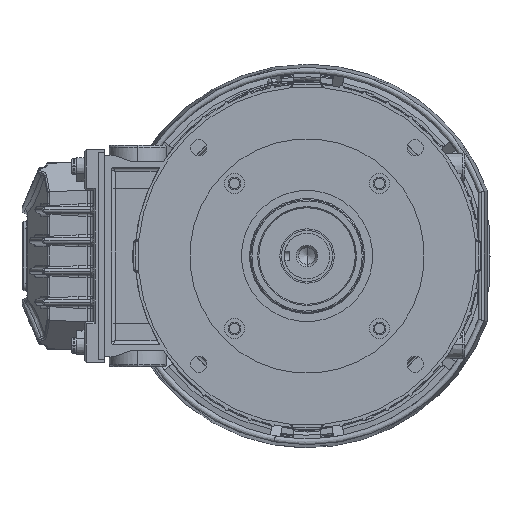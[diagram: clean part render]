
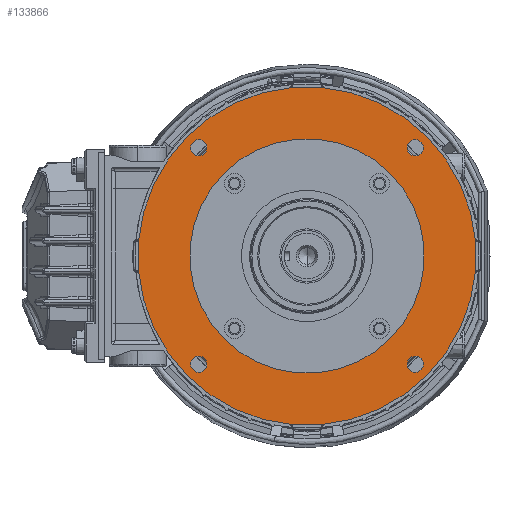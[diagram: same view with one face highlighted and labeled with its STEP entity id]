
A CAD part, left-side view. The second image highlights one B-rep face of the part: STEP entity #133866.
In plain terms, the highlighted planar face has unit normal (-1, 0, 0).
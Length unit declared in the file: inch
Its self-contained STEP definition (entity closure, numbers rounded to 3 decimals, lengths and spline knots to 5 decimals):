
#2478 = EDGE_CURVE ( 'NONE', #49583, #46191, #133685, .T. ) ;
#4295 = EDGE_CURVE ( 'NONE', #84167, #88022, #115125, .T. ) ;
#4324 = DIRECTION ( 'NONE',  ( 0., -0.707, -0.707 ) ) ;
#5393 = CARTESIAN_POINT ( 'NONE',  ( -5.29291, 1.96664, -2.18761 ) ) ;
#6284 = DIRECTION ( 'NONE',  ( 1., 0., 0. ) ) ;
#6686 = CARTESIAN_POINT ( 'NONE',  ( -5.29291, 1.59099, 1.59099 ) ) ;
#9007 = DIRECTION ( 'NONE',  ( 0., 0.707, 0.707 ) ) ;
#10392 = CARTESIAN_POINT ( 'NONE',  ( -5.29291, 2.07713, -2.07713 ) ) ;
#12169 = ORIENTED_EDGE ( 'NONE', *, *, #120348, .T. ) ;
#13873 = AXIS2_PLACEMENT_3D ( 'NONE', #90043, #39595, #111837 ) ;
#14451 = EDGE_LOOP ( 'NONE', ( #115683, #105980 ) ) ;
#14726 = FACE_OUTER_BOUND ( 'NONE', #128150, .T. ) ;
#15092 = CARTESIAN_POINT ( 'NONE',  ( -5.29291, -1.59099, -1.59099 ) ) ;
#15634 = AXIS2_PLACEMENT_3D ( 'NONE', #25977, #85057, #132390 ) ;
#17506 = AXIS2_PLACEMENT_3D ( 'NONE', #117763, #68817, #9007 ) ;
#17651 = VERTEX_POINT ( 'NONE', #15092 ) ;
#20389 = CARTESIAN_POINT ( 'NONE',  ( -5.29291, 1.96664, 1.96664 ) ) ;
#20588 = CARTESIAN_POINT ( 'NONE',  ( -5.29291, -1.96664, -1.96664 ) ) ;
#21609 = CARTESIAN_POINT ( 'NONE',  ( -5.29291, 0., 0. ) ) ;
#22085 = DIRECTION ( 'NONE',  ( 1., 0., 0. ) ) ;
#24323 = CIRCLE ( 'NONE', #113632, 0.15625 ) ;
#25977 = CARTESIAN_POINT ( 'NONE',  ( -5.29291, 0., 0. ) ) ;
#26686 = CARTESIAN_POINT ( 'NONE',  ( -5.29291, -2.07713, 2.07713 ) ) ;
#27500 = AXIS2_PLACEMENT_3D ( 'NONE', #67132, #150303, #43081 ) ;
#27756 = EDGE_CURVE ( 'NONE', #137178, #17651, #111762, .T. ) ;
#28409 = CIRCLE ( 'NONE', #77988, 0.15625 ) ;
#29684 = CARTESIAN_POINT ( 'NONE',  ( -5.29291, 2.29671, 2.29671 ) ) ;
#30849 = EDGE_LOOP ( 'NONE', ( #80386, #121749 ) ) ;
#33354 = EDGE_LOOP ( 'NONE', ( #88595, #85506 ) ) ;
#36580 = FACE_BOUND ( 'NONE', #14451, .T. ) ;
#37636 = EDGE_CURVE ( 'NONE', #46191, #49583, #28409, .T. ) ;
#38057 = DIRECTION ( 'NONE',  ( 0., 0.707, 0.707 ) ) ;
#38857 = FACE_BOUND ( 'NONE', #131181, .T. ) ;
#39595 = DIRECTION ( 'NONE',  ( 1., 0., 0. ) ) ;
#40397 = EDGE_CURVE ( 'NONE', #68669, #99878, #75877, .T. ) ;
#41078 = CARTESIAN_POINT ( 'NONE',  ( -5.29291, -2.18761, 1.96664 ) ) ;
#41725 = VERTEX_POINT ( 'NONE', #20588 ) ;
#43081 = DIRECTION ( 'NONE',  ( 0., 0.707, 0.707 ) ) ;
#46191 = VERTEX_POINT ( 'NONE', #113905 ) ;
#47655 = DIRECTION ( 'NONE',  ( 0., 0.707, 0.707 ) ) ;
#49583 = VERTEX_POINT ( 'NONE', #41078 ) ;
#49676 = CARTESIAN_POINT ( 'NONE',  ( -5.29291, -2.07713, 2.07713 ) ) ;
#53169 = CARTESIAN_POINT ( 'NONE',  ( -5.29291, -2.07713, -2.07713 ) ) ;
#53183 = CARTESIAN_POINT ( 'NONE',  ( -5.29291, 0., 0. ) ) ;
#55157 = EDGE_CURVE ( 'NONE', #59103, #93763, #103346, .T. ) ;
#57814 = CIRCLE ( 'NONE', #147121, 2.25 ) ;
#58747 = CARTESIAN_POINT ( 'NONE',  ( -5.29291, -2.18761, -2.18761 ) ) ;
#59103 = VERTEX_POINT ( 'NONE', #5393 ) ;
#61004 = EDGE_CURVE ( 'NONE', #41725, #107505, #94533, .T. ) ;
#62819 = CARTESIAN_POINT ( 'NONE',  ( -5.29291, 0., 0. ) ) ;
#64079 = CARTESIAN_POINT ( 'NONE',  ( -5.29291, 2.07713, -2.07713 ) ) ;
#67132 = CARTESIAN_POINT ( 'NONE',  ( -5.29291, -2.07713, -2.07713 ) ) ;
#68669 = VERTEX_POINT ( 'NONE', #125294 ) ;
#68817 = DIRECTION ( 'NONE',  ( 1., 0., 0. ) ) ;
#71538 = FACE_BOUND ( 'NONE', #30849, .T. ) ;
#72822 = AXIS2_PLACEMENT_3D ( 'NONE', #53183, #122391, #4324 ) ;
#75877 = CIRCLE ( 'NONE', #13873, 0.15625 ) ;
#76234 = DIRECTION ( 'NONE',  ( 0., -0.707, -0.707 ) ) ;
#76391 = DIRECTION ( 'NONE',  ( 1., 0., 0. ) ) ;
#76810 = DIRECTION ( 'NONE',  ( 0., -0.707, -0.707 ) ) ;
#77122 = ORIENTED_EDGE ( 'NONE', *, *, #119746, .T. ) ;
#77291 = DIRECTION ( 'NONE',  ( 0., 0.707, 0.707 ) ) ;
#77988 = AXIS2_PLACEMENT_3D ( 'NONE', #49676, #97068, #38057 ) ;
#79645 = CIRCLE ( 'NONE', #17506, 0.15625 ) ;
#80386 = ORIENTED_EDGE ( 'NONE', *, *, #40397, .T. ) ;
#84167 = VERTEX_POINT ( 'NONE', #99497 ) ;
#84748 = DIRECTION ( 'NONE',  ( -1., 0., 0. ) ) ;
#84845 = AXIS2_PLACEMENT_3D ( 'NONE', #64079, #113843, #102172 ) ;
#85057 = DIRECTION ( 'NONE',  ( -1., 0., 0. ) ) ;
#85506 = ORIENTED_EDGE ( 'NONE', *, *, #55157, .T. ) ;
#86260 = FACE_BOUND ( 'NONE', #33354, .T. ) ;
#88022 = VERTEX_POINT ( 'NONE', #29684 ) ;
#88595 = ORIENTED_EDGE ( 'NONE', *, *, #99291, .T. ) ;
#90043 = CARTESIAN_POINT ( 'NONE',  ( -5.29291, 2.07713, 2.07713 ) ) ;
#93763 = VERTEX_POINT ( 'NONE', #130682 ) ;
#94029 = AXIS2_PLACEMENT_3D ( 'NONE', #26686, #76391, #98916 ) ;
#94533 = CIRCLE ( 'NONE', #27500, 0.15625 ) ;
#94845 = FACE_BOUND ( 'NONE', #94887, .T. ) ;
#94887 = EDGE_LOOP ( 'NONE', ( #77122, #101165 ) ) ;
#96401 = AXIS2_PLACEMENT_3D ( 'NONE', #133590, #84748, #132074 ) ;
#97068 = DIRECTION ( 'NONE',  ( 1., 0., 0. ) ) ;
#98916 = DIRECTION ( 'NONE',  ( 0., 0.707, 0.707 ) ) ;
#99291 = EDGE_CURVE ( 'NONE', #93763, #59103, #151833, .T. ) ;
#99497 = CARTESIAN_POINT ( 'NONE',  ( -5.29291, -2.29671, -2.29671 ) ) ;
#99878 = VERTEX_POINT ( 'NONE', #20389 ) ;
#101165 = ORIENTED_EDGE ( 'NONE', *, *, #27756, .T. ) ;
#102172 = DIRECTION ( 'NONE',  ( 0., 0.707, 0.707 ) ) ;
#103346 = CIRCLE ( 'NONE', #123196, 0.15625 ) ;
#105980 = ORIENTED_EDGE ( 'NONE', *, *, #2478, .T. ) ;
#107505 = VERTEX_POINT ( 'NONE', #58747 ) ;
#111762 = CIRCLE ( 'NONE', #136579, 2.25 ) ;
#111809 = DIRECTION ( 'NONE',  ( 1., 0., 0. ) ) ;
#111837 = DIRECTION ( 'NONE',  ( 0., 0.707, 0.707 ) ) ;
#113050 = DIRECTION ( 'NONE',  ( 1., 0., 0. ) ) ;
#113632 = AXIS2_PLACEMENT_3D ( 'NONE', #53169, #113050, #77291 ) ;
#113843 = DIRECTION ( 'NONE',  ( 1., 0., 0. ) ) ;
#113905 = CARTESIAN_POINT ( 'NONE',  ( -5.29291, -1.96664, 2.18761 ) ) ;
#115125 = CIRCLE ( 'NONE', #72822, 3.24803 ) ;
#115683 = ORIENTED_EDGE ( 'NONE', *, *, #37636, .T. ) ;
#117763 = CARTESIAN_POINT ( 'NONE',  ( -5.29291, 2.07713, 2.07713 ) ) ;
#119746 = EDGE_CURVE ( 'NONE', #17651, #137178, #57814, .T. ) ;
#120348 = EDGE_CURVE ( 'NONE', #88022, #84167, #139836, .T. ) ;
#121749 = ORIENTED_EDGE ( 'NONE', *, *, #140633, .T. ) ;
#122391 = DIRECTION ( 'NONE',  ( -1., 0., 0. ) ) ;
#123196 = AXIS2_PLACEMENT_3D ( 'NONE', #10392, #22085, #47655 ) ;
#125294 = CARTESIAN_POINT ( 'NONE',  ( -5.29291, 2.18761, 2.18761 ) ) ;
#128150 = EDGE_LOOP ( 'NONE', ( #133651, #12169 ) ) ;
#129099 = ORIENTED_EDGE ( 'NONE', *, *, #61004, .T. ) ;
#129632 = ORIENTED_EDGE ( 'NONE', *, *, #132326, .T. ) ;
#130682 = CARTESIAN_POINT ( 'NONE',  ( -5.29291, 2.18761, -1.96664 ) ) ;
#131181 = EDGE_LOOP ( 'NONE', ( #129099, #129632 ) ) ;
#132074 = DIRECTION ( 'NONE',  ( 0., 0.707, 0.707 ) ) ;
#132326 = EDGE_CURVE ( 'NONE', #107505, #41725, #24323, .T. ) ;
#132390 = DIRECTION ( 'NONE',  ( 0., -0.707, -0.707 ) ) ;
#133590 = CARTESIAN_POINT ( 'NONE',  ( -5.29291, 1.59099, -1.59099 ) ) ;
#133651 = ORIENTED_EDGE ( 'NONE', *, *, #4295, .T. ) ;
#133685 = CIRCLE ( 'NONE', #94029, 0.15625 ) ;
#133866 = ADVANCED_FACE ( 'NONE', ( #14726, #94845, #38857, #36580, #71538, #86260 ), #142264, .T. ) ;
#136579 = AXIS2_PLACEMENT_3D ( 'NONE', #62819, #111809, #76810 ) ;
#137178 = VERTEX_POINT ( 'NONE', #6686 ) ;
#139836 = CIRCLE ( 'NONE', #15634, 3.24803 ) ;
#140633 = EDGE_CURVE ( 'NONE', #99878, #68669, #79645, .T. ) ;
#142264 = PLANE ( 'NONE',  #96401 ) ;
#147121 = AXIS2_PLACEMENT_3D ( 'NONE', #21609, #6284, #76234 ) ;
#150303 = DIRECTION ( 'NONE',  ( 1., 0., 0. ) ) ;
#151833 = CIRCLE ( 'NONE', #84845, 0.15625 ) ;
